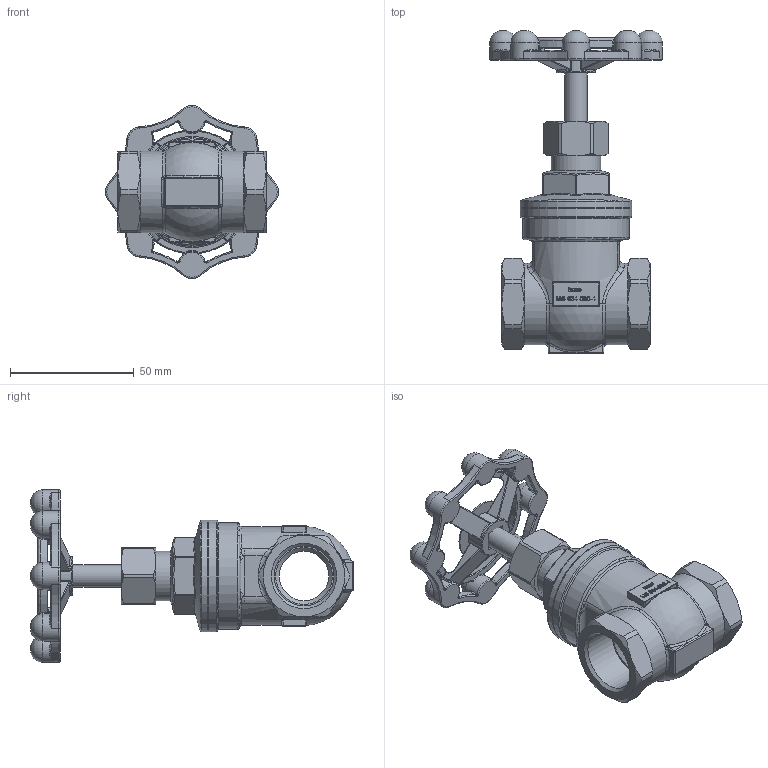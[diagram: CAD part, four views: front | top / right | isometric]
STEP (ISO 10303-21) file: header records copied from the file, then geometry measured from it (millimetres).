
FILE_DESCRIPTION (( 'STEP AP214' ), '1' );
FILE_NAME ('MS-034-000-4 Muffenschieber heco.STEP', '2013-12-18T12:42:49', ( 'test' ), ( '' ), 'SwSTEP 2.0', 'SolidWorks 2011', '' );
FILE_SCHEMA (( 'AUTOMOTIVE_DESIGN' ));
Length unit declared in the file: millimetre
Products named in the file (1): MS-034-000-4 Muffenschieber heco
Bounding box: 69.98 x 130.7 x 69.98 mm (x, y, z)
Volume: 106562.5 mm3; surface area: 30065.4 mm2
Topology: 2 solids, 2 shells, 1182 faces, 2952 edges, 1758 vertices
Faces by surface type: bspline 459, plane 315, cylinder 187, torus 152, cone 57, sphere 12
Full cylindrical faces by diameter (mm): 6 x1, 9 x1, 11 x8, 16 x1, 20 x2, 24.12 x2, 25 x1, 33 x2, 43 x1, 45 x2
Entity records: 66290 total; most frequent: CARTESIAN_POINT 28878, ORIENTED_EDGE 5652, DIRECTION 4129, EDGE_CURVE 2826, VERTEX_POINT 1731, AXIS2_PLACEMENT_3D 1572, EDGE_LOOP 1293, FACE_OUTER_BOUND 1219
